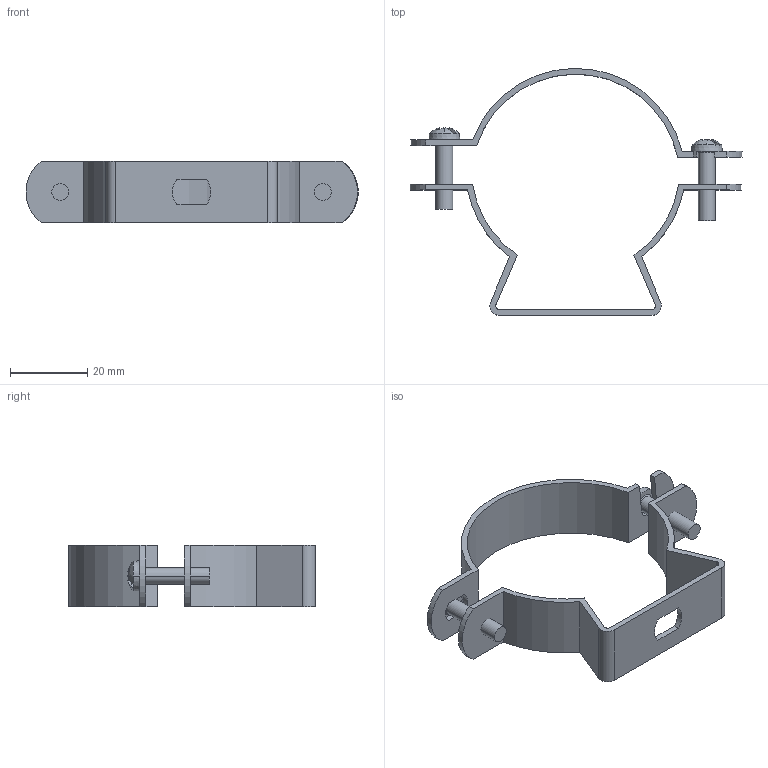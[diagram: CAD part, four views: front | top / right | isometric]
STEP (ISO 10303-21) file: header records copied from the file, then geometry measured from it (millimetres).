
FILE_DESCRIPTION((''),'2;1');
FILE_NAME('1361511_ASM','2012-12-06T',('AndreasKeweloh'),(''),'PRO/ENGINEER BY PARAMETRIC TECHNOLOGY CORPORATION, 2012230','PRO/ENGINEER BY PARAMETRIC TECHNOLOGY CORPORATION, 2012230','');
FILE_SCHEMA(('CONFIG_CONTROL_DESIGN'));
Length unit declared in the file: millimetre
Products named in the file (4): 1361511_OBERTEIL; 1361511_UNTERTEIL; 1361511_SCHRAUBE; 1361511_ASM
Assembly tree (4 placements, depth 2):
  1361511_ASM
    1361511_OBERTEIL
    1361511_UNTERTEIL
    1361511_SCHRAUBE  x2
Bounding box: 86 x 63.99 x 16 mm (x, y, z)
Volume: 6420.4 mm3; surface area: 9350.8 mm2
Topology: 4 solids, 4 shells, 188 faces, 522 edges, 340 vertices
Faces by surface type: plane 89, cylinder 63, cone 24, bspline 8, torus 4
Entity records: 4271 total; most frequent: CARTESIAN_POINT 1280, ORIENTED_EDGE 650, DIRECTION 546, EDGE_CURVE 325, VERTEX_POINT 214, AXIS2_PLACEMENT_3D 201, VECTOR 144, LINE 144
